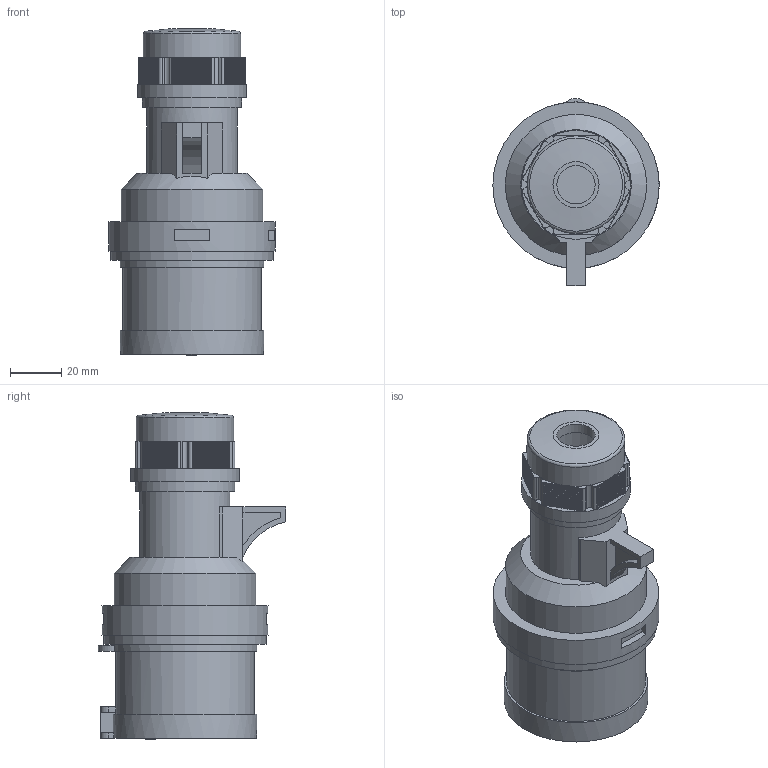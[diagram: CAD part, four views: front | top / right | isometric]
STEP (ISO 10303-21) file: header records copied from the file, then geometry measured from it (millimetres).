
FILE_DESCRIPTION(/* description */ (''),/* implementation_level */ '2;1');
FILE_NAME(/* name */ '016体.stp',/* time_stamp */ '2024-03-31T21:39:07+08:00',/* author */ (''),/* organization */ (''),/* preprocessor_version */ 'ST-DEVELOPER v16',/* originating_system */ 'SIEMENS PLM Software NX 10.0',/* authorisation */ '');
FILE_SCHEMA (('AUTOMOTIVE_DESIGN { 1 0 10303 214 3 1 1 1 }'));
Length unit declared in the file: millimetre
Products named in the file (1): 016体
Bounding box: 64.6 x 72.8 x 126.66 mm (x, y, z)
Volume: 150215.6 mm3; surface area: 43031.2 mm2
Topology: 11 solids, 13 shells, 483 faces, 1333 edges, 888 vertices
Faces by surface type: plane 425, cylinder 50, bspline 4, cone 2, torus 2
Full cylindrical faces by diameter (mm): 5 x8, 6.855 x1, 8 x4, 14.85 x1, 32.8 x1, 35.2 x1, 36.2 x1, 37.9 x1, 38.5 x1, 42.3 x1, 50 x1, 54 x1, 54.9 x1, 55.7 x1, 63 x1, 64.6 x1
Entity records: 15111 total; most frequent: CARTESIAN_POINT 2770, ORIENTED_EDGE 2578, DIRECTION 2373, EDGE_CURVE 1289, LINE 1159, VECTOR 1159, VERTEX_POINT 878, AXIS2_PLACEMENT_3D 607
